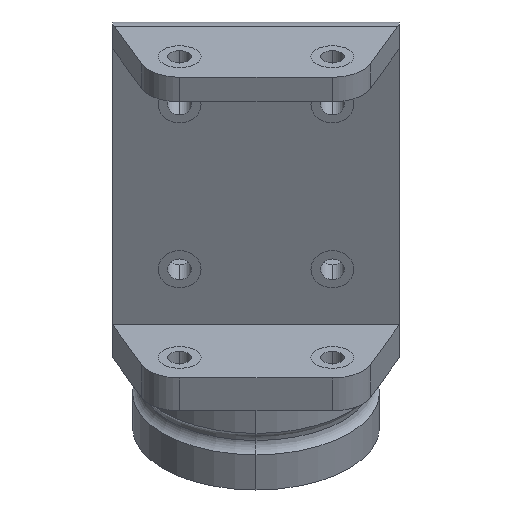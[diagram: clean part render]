
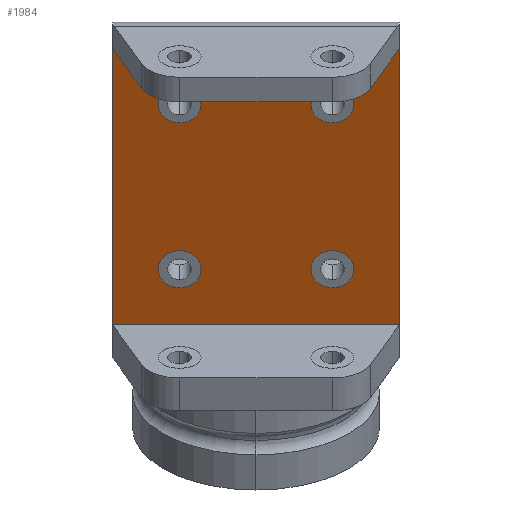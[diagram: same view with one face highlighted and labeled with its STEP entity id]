
A CAD part, top view. The second image highlights one B-rep face of the part: STEP entity #1984.
In plain terms, the highlighted planar face has unit normal (0, -0.507, 0.862).
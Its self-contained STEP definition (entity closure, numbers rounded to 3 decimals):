
#13 = CIRCLE ( 'NONE', #1464, 2.25 ) ;
#54 = CARTESIAN_POINT ( 'NONE',  ( -8., 210.023, 144.415 ) ) ;
#71 = ORIENTED_EDGE ( 'NONE', *, *, #963, .T. ) ;
#106 = AXIS2_PLACEMENT_3D ( 'NONE', #2300, #1961, #2379 ) ;
#109 = CIRCLE ( 'NONE', #255, 2.25 ) ;
#114 = EDGE_CURVE ( 'NONE', #2447, #1200, #1029, .T. ) ;
#145 = DIRECTION ( 'NONE',  ( 0., 0.507, -0.862 ) ) ;
#146 = CARTESIAN_POINT ( 'NONE',  ( 8., 208.084, 143.274 ) ) ;
#151 = CARTESIAN_POINT ( 'NONE',  ( 8., 206.144, 142.133 ) ) ;
#173 = CARTESIAN_POINT ( 'NONE',  ( -8., 190.845, 133.134 ) ) ;
#181 = FACE_BOUND ( 'NONE', #434, .T. ) ;
#186 = EDGE_CURVE ( 'NONE', #1949, #2141, #2633, .T. ) ;
#205 = CARTESIAN_POINT ( 'NONE',  ( 15., 185.027, 129.712 ) ) ;
#206 = CARTESIAN_POINT ( 'NONE',  ( 8., 190.845, 133.134 ) ) ;
#228 = CARTESIAN_POINT ( 'NONE',  ( 8., 192.784, 134.275 ) ) ;
#240 = AXIS2_PLACEMENT_3D ( 'NONE', #173, #145, #1032 ) ;
#255 = AXIS2_PLACEMENT_3D ( 'NONE', #1508, #2358, #476 ) ;
#259 = VERTEX_POINT ( 'NONE', #1644 ) ;
#290 = EDGE_CURVE ( 'NONE', #2223, #767, #1069, .T. ) ;
#321 = VECTOR ( 'NONE', #673, 1000. ) ;
#330 = DIRECTION ( 'NONE',  ( 1., 0., 0. ) ) ;
#372 = FACE_BOUND ( 'NONE', #2085, .T. ) ;
#405 = ORIENTED_EDGE ( 'NONE', *, *, #2513, .T. ) ;
#406 = DIRECTION ( 'NONE',  ( 0., -0.507, 0.862 ) ) ;
#413 = CARTESIAN_POINT ( 'NONE',  ( -8., 190.845, 133.134 ) ) ;
#434 = EDGE_LOOP ( 'NONE', ( #532, #1157 ) ) ;
#476 = DIRECTION ( 'NONE',  ( 0., -0.862, -0.507 ) ) ;
#532 = ORIENTED_EDGE ( 'NONE', *, *, #1909, .T. ) ;
#585 = CARTESIAN_POINT ( 'NONE',  ( -8., 206.144, 142.133 ) ) ;
#611 = AXIS2_PLACEMENT_3D ( 'NONE', #2593, #2126, #2549 ) ;
#614 = PLANE ( 'NONE',  #955 ) ;
#673 = DIRECTION ( 'NONE',  ( 1., 0., 0. ) ) ;
#766 = CARTESIAN_POINT ( 'NONE',  ( -15., 213.902, 146.696 ) ) ;
#767 = VERTEX_POINT ( 'NONE', #1315 ) ;
#780 = EDGE_LOOP ( 'NONE', ( #1404, #2043, #2258, #405 ) ) ;
#825 = AXIS2_PLACEMENT_3D ( 'NONE', #1878, #2074, #1846 ) ;
#831 = VERTEX_POINT ( 'NONE', #968 ) ;
#868 = CARTESIAN_POINT ( 'NONE',  ( 8., 210.023, 144.415 ) ) ;
#880 = DIRECTION ( 'NONE',  ( 0., 0.862, 0.507 ) ) ;
#955 = AXIS2_PLACEMENT_3D ( 'NONE', #1440, #406, #1038 ) ;
#963 = EDGE_CURVE ( 'NONE', #831, #259, #2033, .T. ) ;
#968 = CARTESIAN_POINT ( 'NONE',  ( -8., 188.905, 131.994 ) ) ;
#1003 = EDGE_CURVE ( 'NONE', #259, #831, #13, .T. ) ;
#1029 = CIRCLE ( 'NONE', #2559, 2.25 ) ;
#1032 = DIRECTION ( 'NONE',  ( 0., -0.862, -0.507 ) ) ;
#1038 = DIRECTION ( 'NONE',  ( 0., -0.862, -0.507 ) ) ;
#1047 = CIRCLE ( 'NONE', #611, 2.25 ) ;
#1061 = CARTESIAN_POINT ( 'NONE',  ( 15., 213.902, 146.696 ) ) ;
#1069 = LINE ( 'NONE', #1291, #321 ) ;
#1155 = AXIS2_PLACEMENT_3D ( 'NONE', #146, #1623, #1418 ) ;
#1157 = ORIENTED_EDGE ( 'NONE', *, *, #114, .T. ) ;
#1200 = VERTEX_POINT ( 'NONE', #1981 ) ;
#1226 = CIRCLE ( 'NONE', #825, 2.25 ) ;
#1236 = CARTESIAN_POINT ( 'NONE',  ( -15., 213.902, 146.696 ) ) ;
#1291 = CARTESIAN_POINT ( 'NONE',  ( -22., 213.902, 146.696 ) ) ;
#1315 = CARTESIAN_POINT ( 'NONE',  ( 15., 213.902, 146.696 ) ) ;
#1341 = LINE ( 'NONE', #1365, #1869 ) ;
#1365 = CARTESIAN_POINT ( 'NONE',  ( -22., 185.027, 129.712 ) ) ;
#1377 = EDGE_CURVE ( 'NONE', #2223, #1990, #1594, .T. ) ;
#1404 = ORIENTED_EDGE ( 'NONE', *, *, #290, .F. ) ;
#1418 = DIRECTION ( 'NONE',  ( 0., -0.862, -0.507 ) ) ;
#1440 = CARTESIAN_POINT ( 'NONE',  ( -22., 213.902, 146.696 ) ) ;
#1464 = AXIS2_PLACEMENT_3D ( 'NONE', #413, #1657, #2086 ) ;
#1483 = CIRCLE ( 'NONE', #106, 2.25 ) ;
#1508 = CARTESIAN_POINT ( 'NONE',  ( -8., 208.084, 143.274 ) ) ;
#1546 = ORIENTED_EDGE ( 'NONE', *, *, #1701, .T. ) ;
#1552 = VERTEX_POINT ( 'NONE', #205 ) ;
#1584 = ORIENTED_EDGE ( 'NONE', *, *, #2162, .T. ) ;
#1594 = LINE ( 'NONE', #1236, #1752 ) ;
#1623 = DIRECTION ( 'NONE',  ( 0., 0.507, -0.862 ) ) ;
#1644 = CARTESIAN_POINT ( 'NONE',  ( -8., 192.784, 134.275 ) ) ;
#1648 = FACE_OUTER_BOUND ( 'NONE', #780, .T. ) ;
#1653 = DIRECTION ( 'NONE',  ( 0., -0.862, -0.507 ) ) ;
#1657 = DIRECTION ( 'NONE',  ( 0., 0.507, -0.862 ) ) ;
#1659 = VECTOR ( 'NONE', #880, 1000. ) ;
#1666 = DIRECTION ( 'NONE',  ( 0., -0.862, -0.507 ) ) ;
#1668 = ORIENTED_EDGE ( 'NONE', *, *, #186, .T. ) ;
#1701 = EDGE_CURVE ( 'NONE', #2701, #2064, #1047, .T. ) ;
#1730 = EDGE_LOOP ( 'NONE', ( #71, #2421 ) ) ;
#1752 = VECTOR ( 'NONE', #1653, 1000. ) ;
#1846 = DIRECTION ( 'NONE',  ( 0., -0.862, -0.507 ) ) ;
#1869 = VECTOR ( 'NONE', #330, 1000. ) ;
#1878 = CARTESIAN_POINT ( 'NONE',  ( 8., 190.845, 133.134 ) ) ;
#1886 = EDGE_CURVE ( 'NONE', #1990, #1552, #1341, .T. ) ;
#1909 = EDGE_CURVE ( 'NONE', #1200, #2447, #1226, .T. ) ;
#1949 = VERTEX_POINT ( 'NONE', #151 ) ;
#1961 = DIRECTION ( 'NONE',  ( 0., 0.507, -0.862 ) ) ;
#1981 = CARTESIAN_POINT ( 'NONE',  ( 8., 188.905, 131.994 ) ) ;
#1984 = ADVANCED_FACE ( 'NONE', ( #181, #2474, #1648, #372, #2493 ), #614, .T. ) ;
#1990 = VERTEX_POINT ( 'NONE', #2506 ) ;
#2002 = EDGE_CURVE ( 'NONE', #2141, #1949, #1483, .T. ) ;
#2033 = CIRCLE ( 'NONE', #240, 2.25 ) ;
#2043 = ORIENTED_EDGE ( 'NONE', *, *, #1377, .T. ) ;
#2064 = VERTEX_POINT ( 'NONE', #54 ) ;
#2074 = DIRECTION ( 'NONE',  ( 0., 0.507, -0.862 ) ) ;
#2085 = EDGE_LOOP ( 'NONE', ( #1546, #1584 ) ) ;
#2086 = DIRECTION ( 'NONE',  ( 0., -0.862, -0.507 ) ) ;
#2126 = DIRECTION ( 'NONE',  ( 0., 0.507, -0.862 ) ) ;
#2141 = VERTEX_POINT ( 'NONE', #868 ) ;
#2148 = ORIENTED_EDGE ( 'NONE', *, *, #2002, .T. ) ;
#2162 = EDGE_CURVE ( 'NONE', #2064, #2701, #109, .T. ) ;
#2223 = VERTEX_POINT ( 'NONE', #766 ) ;
#2258 = ORIENTED_EDGE ( 'NONE', *, *, #1886, .T. ) ;
#2300 = CARTESIAN_POINT ( 'NONE',  ( 8., 208.084, 143.274 ) ) ;
#2358 = DIRECTION ( 'NONE',  ( 0., 0.507, -0.862 ) ) ;
#2379 = DIRECTION ( 'NONE',  ( 0., -0.862, -0.507 ) ) ;
#2421 = ORIENTED_EDGE ( 'NONE', *, *, #1003, .T. ) ;
#2447 = VERTEX_POINT ( 'NONE', #228 ) ;
#2474 = FACE_BOUND ( 'NONE', #2558, .T. ) ;
#2493 = FACE_BOUND ( 'NONE', #1730, .T. ) ;
#2506 = CARTESIAN_POINT ( 'NONE',  ( -15., 185.027, 129.712 ) ) ;
#2513 = EDGE_CURVE ( 'NONE', #1552, #767, #2586, .T. ) ;
#2549 = DIRECTION ( 'NONE',  ( 0., -0.862, -0.507 ) ) ;
#2558 = EDGE_LOOP ( 'NONE', ( #1668, #2148 ) ) ;
#2559 = AXIS2_PLACEMENT_3D ( 'NONE', #206, #2561, #1666 ) ;
#2561 = DIRECTION ( 'NONE',  ( 0., 0.507, -0.862 ) ) ;
#2586 = LINE ( 'NONE', #1061, #1659 ) ;
#2593 = CARTESIAN_POINT ( 'NONE',  ( -8., 208.084, 143.274 ) ) ;
#2633 = CIRCLE ( 'NONE', #1155, 2.25 ) ;
#2701 = VERTEX_POINT ( 'NONE', #585 ) ;
